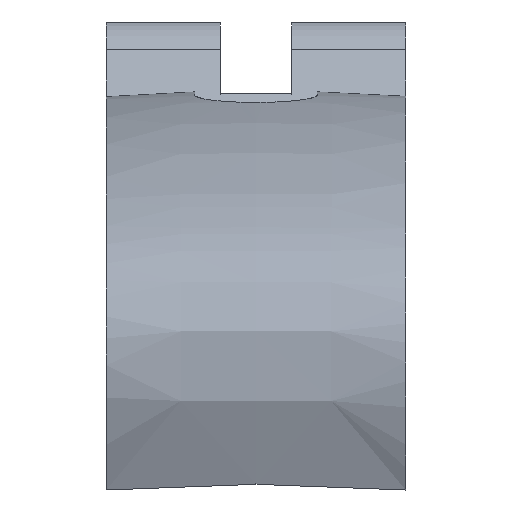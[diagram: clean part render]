
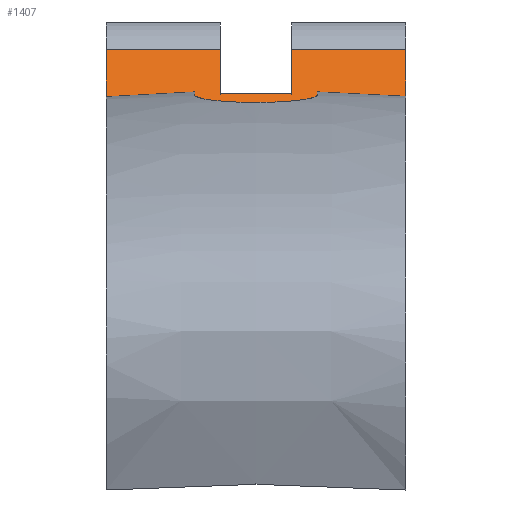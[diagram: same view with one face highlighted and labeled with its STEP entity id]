
A CAD part, top view. The second image highlights one B-rep face of the part: STEP entity #1407.
In plain terms, the highlighted planar face has unit normal (0, 0.442, 0.897).
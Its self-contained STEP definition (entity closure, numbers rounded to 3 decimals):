
#122 = CARTESIAN_POINT ( 'NONE',  ( 17.608, 69.319, -34.238 ) ) ;
#178 = CARTESIAN_POINT ( 'NONE',  ( -43.616, 78.136, -38.584 ) ) ;
#278 = VERTEX_POINT ( 'NONE', #1908 ) ;
#348 = PLANE ( 'NONE',  #3713 ) ;
#390 = CARTESIAN_POINT ( 'NONE',  ( -43.616, 69.319, -34.238 ) ) ;
#455 = CARTESIAN_POINT ( 'NONE',  ( -14.674, 70.637, -34.888 ) ) ;
#484 = CARTESIAN_POINT ( 'NONE',  ( 4.191, 72.965, -36.035 ) ) ;
#525 = VECTOR ( 'NONE', #3531, 1000. ) ;
#550 = VECTOR ( 'NONE', #2623, 1000. ) ;
#557 = VECTOR ( 'NONE', #3698, 1000. ) ;
#737 = ORIENTED_EDGE ( 'NONE', *, *, #1488, .T. ) ;
#753 = ORIENTED_EDGE ( 'NONE', *, *, #1528, .T. ) ;
#811 = CARTESIAN_POINT ( 'NONE',  ( -43.616, 78.136, -38.584 ) ) ;
#1143 = CARTESIAN_POINT ( 'NONE',  ( -5.87, 70.745, -34.941 ) ) ;
#1151 = LINE ( 'NONE', #2090, #2373 ) ;
#1200 = ORIENTED_EDGE ( 'NONE', *, *, #2669, .F. ) ;
#1329 = DIRECTION ( 'NONE',  ( 0., -0.442, -0.897 ) ) ;
#1396 = FACE_OUTER_BOUND ( 'NONE', #2704, .T. ) ;
#1407 = ADVANCED_FACE ( 'NONE', ( #1396 ), #348, .F. ) ;
#1424 = CARTESIAN_POINT ( 'NONE',  ( -17.608, 78.136, -38.584 ) ) ;
#1451 = VERTEX_POINT ( 'NONE', #2039 ) ;
#1462 = EDGE_CURVE ( 'NONE', #2584, #278, #2939, .T. ) ;
#1477 = CARTESIAN_POINT ( 'NONE',  ( -11.74, 70.685, -34.911 ) ) ;
#1488 = EDGE_CURVE ( 'NONE', #3652, #2255, #1514, .T. ) ;
#1514 = B_SPLINE_CURVE_WITH_KNOTS ( 'NONE', 3,
 ( #3436, #455, #1477, #1143, #1785, #2726, #3739, #3415, #2466, #3391 ),
 .UNSPECIFIED., .F., .F.,
 ( 4, 2, 2, 2, 4 ),
 ( 0., 0.009, 0.018, 0.026, 0.035 ),
 .UNSPECIFIED. ) ;
#1528 = EDGE_CURVE ( 'NONE', #1451, #278, #1741, .T. ) ;
#1646 = VECTOR ( 'NONE', #1763, 1000. ) ;
#1741 = LINE ( 'NONE', #178, #1646 ) ;
#1763 = DIRECTION ( 'NONE',  ( -1., 0., 0. ) ) ;
#1772 = DIRECTION ( 'NONE',  ( 0., 0.897, -0.442 ) ) ;
#1785 = CARTESIAN_POINT ( 'NONE',  ( -2.935, 70.758, -34.947 ) ) ;
#1908 = CARTESIAN_POINT ( 'NONE',  ( 4.191, 78.136, -38.584 ) ) ;
#2039 = CARTESIAN_POINT ( 'NONE',  ( 17.608, 78.136, -38.584 ) ) ;
#2090 = CARTESIAN_POINT ( 'NONE',  ( -17.608, 69.319, -34.238 ) ) ;
#2255 = VERTEX_POINT ( 'NONE', #2908 ) ;
#2280 = ORIENTED_EDGE ( 'NONE', *, *, #2860, .F. ) ;
#2286 = CARTESIAN_POINT ( 'NONE',  ( -17.608, 70.573, -34.856 ) ) ;
#2373 = VECTOR ( 'NONE', #1772, 1000. ) ;
#2383 = CARTESIAN_POINT ( 'NONE',  ( 4.191, 83.444, -41.201 ) ) ;
#2423 = EDGE_CURVE ( 'NONE', #3757, #4052, #3379, .T. ) ;
#2466 = CARTESIAN_POINT ( 'NONE',  ( 14.674, 70.637, -34.888 ) ) ;
#2584 = VERTEX_POINT ( 'NONE', #484 ) ;
#2595 = VERTEX_POINT ( 'NONE', #1424 ) ;
#2623 = DIRECTION ( 'NONE',  ( 0., -0.897, 0.442 ) ) ;
#2669 = EDGE_CURVE ( 'NONE', #3652, #2595, #1151, .T. ) ;
#2671 = EDGE_CURVE ( 'NONE', #2255, #1451, #3811, .T. ) ;
#2704 = EDGE_LOOP ( 'NONE', ( #3431, #3328, #1200, #737, #4074, #753, #3889, #2280 ) ) ;
#2705 = DIRECTION ( 'NONE',  ( 0., 0.897, -0.442 ) ) ;
#2726 = CARTESIAN_POINT ( 'NONE',  ( 2.935, 70.758, -34.947 ) ) ;
#2759 = DIRECTION ( 'NONE',  ( -1., 0., 0. ) ) ;
#2818 = CARTESIAN_POINT ( 'NONE',  ( -4.191, 72.965, -36.035 ) ) ;
#2860 = EDGE_CURVE ( 'NONE', #4052, #2584, #4174, .T. ) ;
#2908 = CARTESIAN_POINT ( 'NONE',  ( 17.608, 70.573, -34.856 ) ) ;
#2939 = LINE ( 'NONE', #2383, #557 ) ;
#2992 = CARTESIAN_POINT ( 'NONE',  ( -4.191, 83.444, -41.201 ) ) ;
#3035 = CARTESIAN_POINT ( 'NONE',  ( -4.191, 78.136, -38.584 ) ) ;
#3077 = DIRECTION ( 'NONE',  ( 0., 0.897, -0.442 ) ) ;
#3243 = CARTESIAN_POINT ( 'NONE',  ( -4.191, 72.965, -36.035 ) ) ;
#3328 = ORIENTED_EDGE ( 'NONE', *, *, #3442, .T. ) ;
#3379 = LINE ( 'NONE', #2992, #550 ) ;
#3391 = CARTESIAN_POINT ( 'NONE',  ( 17.608, 70.573, -34.856 ) ) ;
#3415 = CARTESIAN_POINT ( 'NONE',  ( 11.74, 70.685, -34.911 ) ) ;
#3429 = VECTOR ( 'NONE', #2759, 1000. ) ;
#3431 = ORIENTED_EDGE ( 'NONE', *, *, #2423, .F. ) ;
#3436 = CARTESIAN_POINT ( 'NONE',  ( -17.608, 70.573, -34.856 ) ) ;
#3442 = EDGE_CURVE ( 'NONE', #3757, #2595, #3815, .T. ) ;
#3531 = DIRECTION ( 'NONE',  ( 1., 0., 0. ) ) ;
#3652 = VERTEX_POINT ( 'NONE', #2286 ) ;
#3698 = DIRECTION ( 'NONE',  ( 0., 0.897, -0.442 ) ) ;
#3713 = AXIS2_PLACEMENT_3D ( 'NONE', #390, #1329, #2705 ) ;
#3739 = CARTESIAN_POINT ( 'NONE',  ( 5.87, 70.745, -34.941 ) ) ;
#3757 = VERTEX_POINT ( 'NONE', #3035 ) ;
#3811 = LINE ( 'NONE', #122, #3884 ) ;
#3815 = LINE ( 'NONE', #811, #3429 ) ;
#3884 = VECTOR ( 'NONE', #3077, 1000. ) ;
#3889 = ORIENTED_EDGE ( 'NONE', *, *, #1462, .F. ) ;
#4052 = VERTEX_POINT ( 'NONE', #2818 ) ;
#4074 = ORIENTED_EDGE ( 'NONE', *, *, #2671, .T. ) ;
#4174 = LINE ( 'NONE', #3243, #525 ) ;
